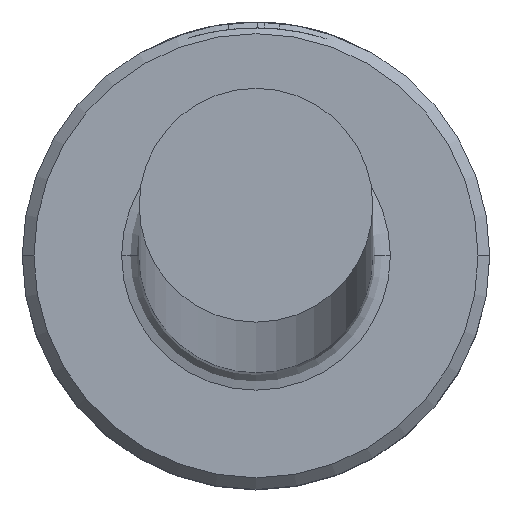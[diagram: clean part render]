
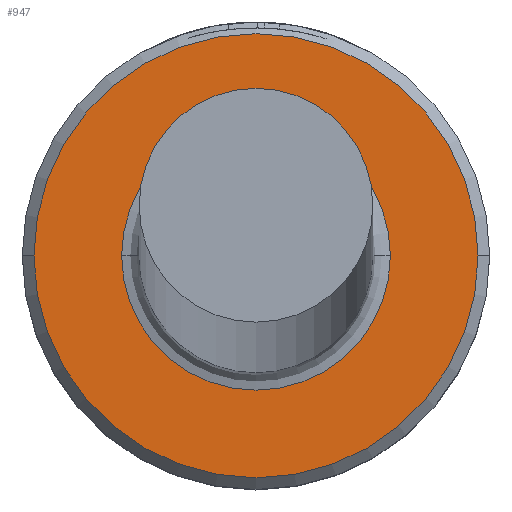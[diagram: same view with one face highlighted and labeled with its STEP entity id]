
A CAD part, top view. The second image highlights one B-rep face of the part: STEP entity #947.
In plain terms, the highlighted planar face has unit normal (0, 0, 1).
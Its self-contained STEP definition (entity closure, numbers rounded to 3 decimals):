
#14 = EDGE_LOOP ( 'NONE', ( #930, #15 ) ) ;
#15 = ORIENTED_EDGE ( 'NONE', *, *, #546, .T. ) ;
#24 = CARTESIAN_POINT ( 'NONE',  ( -3.8, 0., 5. ) ) ;
#28 = DIRECTION ( 'NONE',  ( 1., 0., 0. ) ) ;
#63 = DIRECTION ( 'NONE',  ( -1., 0., 0. ) ) ;
#78 = CARTESIAN_POINT ( 'NONE',  ( 3.8, 0., 5. ) ) ;
#79 = FACE_OUTER_BOUND ( 'NONE', #842, .T. ) ;
#177 = CARTESIAN_POINT ( 'NONE',  ( -2.3, 0., 5. ) ) ;
#185 = CIRCLE ( 'NONE', #668, 2.3 ) ;
#189 = ORIENTED_EDGE ( 'NONE', *, *, #751, .T. ) ;
#225 = CARTESIAN_POINT ( 'NONE',  ( 0., 0., 5. ) ) ;
#234 = CIRCLE ( 'NONE', #1136, 3.8 ) ;
#247 = CARTESIAN_POINT ( 'NONE',  ( 2.3, 0., 5. ) ) ;
#265 = AXIS2_PLACEMENT_3D ( 'NONE', #1102, #588, #28 ) ;
#282 = PLANE ( 'NONE',  #455 ) ;
#320 = DIRECTION ( 'NONE',  ( 1., 0., 0. ) ) ;
#394 = DIRECTION ( 'NONE',  ( 0., 0., -1. ) ) ;
#421 = EDGE_CURVE ( 'NONE', #709, #742, #894, .T. ) ;
#455 = AXIS2_PLACEMENT_3D ( 'NONE', #723, #1057, #888 ) ;
#469 = CIRCLE ( 'NONE', #851, 2.3 ) ;
#473 = VERTEX_POINT ( 'NONE', #247 ) ;
#546 = EDGE_CURVE ( 'NONE', #473, #982, #185, .T. ) ;
#588 = DIRECTION ( 'NONE',  ( 0., 0., 1. ) ) ;
#619 = DIRECTION ( 'NONE',  ( 0., 0., -1. ) ) ;
#668 = AXIS2_PLACEMENT_3D ( 'NONE', #1132, #619, #63 ) ;
#709 = VERTEX_POINT ( 'NONE', #78 ) ;
#723 = CARTESIAN_POINT ( 'NONE',  ( 0., 0., 5. ) ) ;
#742 = VERTEX_POINT ( 'NONE', #24 ) ;
#751 = EDGE_CURVE ( 'NONE', #742, #709, #234, .T. ) ;
#787 = FACE_BOUND ( 'NONE', #14, .T. ) ;
#842 = EDGE_LOOP ( 'NONE', ( #189, #1080 ) ) ;
#845 = DIRECTION ( 'NONE',  ( 0., 0., 1. ) ) ;
#851 = AXIS2_PLACEMENT_3D ( 'NONE', #910, #394, #999 ) ;
#888 = DIRECTION ( 'NONE',  ( 1., 0., 0. ) ) ;
#894 = CIRCLE ( 'NONE', #265, 3.8 ) ;
#910 = CARTESIAN_POINT ( 'NONE',  ( 0., 0., 5. ) ) ;
#930 = ORIENTED_EDGE ( 'NONE', *, *, #1087, .T. ) ;
#947 = ADVANCED_FACE ( 'NONE', ( #79, #787 ), #282, .T. ) ;
#982 = VERTEX_POINT ( 'NONE', #177 ) ;
#999 = DIRECTION ( 'NONE',  ( -1., 0., 0. ) ) ;
#1057 = DIRECTION ( 'NONE',  ( 0., 0., 1. ) ) ;
#1080 = ORIENTED_EDGE ( 'NONE', *, *, #421, .T. ) ;
#1087 = EDGE_CURVE ( 'NONE', #982, #473, #469, .T. ) ;
#1102 = CARTESIAN_POINT ( 'NONE',  ( 0., 0., 5. ) ) ;
#1132 = CARTESIAN_POINT ( 'NONE',  ( 0., 0., 5. ) ) ;
#1136 = AXIS2_PLACEMENT_3D ( 'NONE', #225, #845, #320 ) ;
